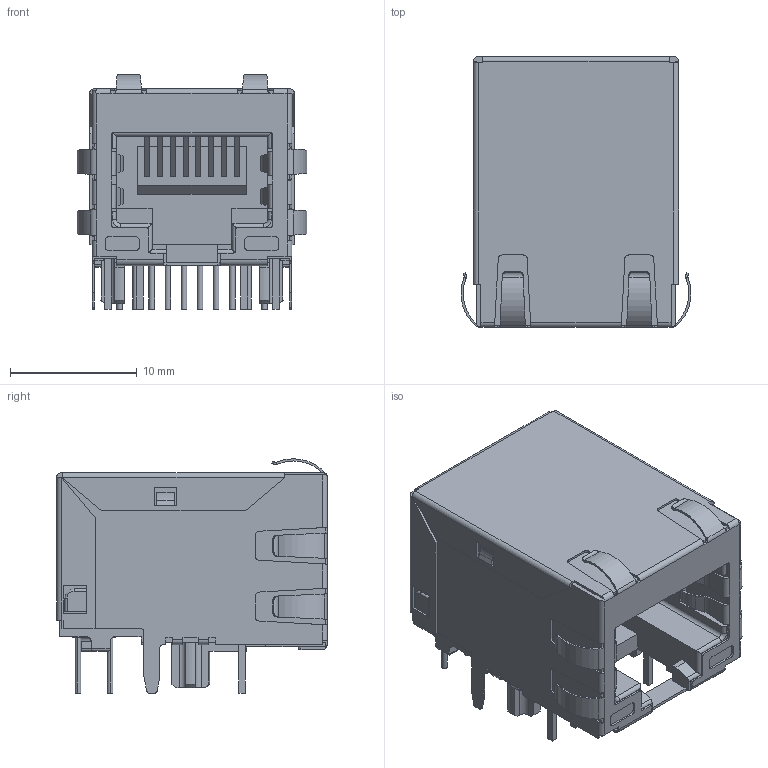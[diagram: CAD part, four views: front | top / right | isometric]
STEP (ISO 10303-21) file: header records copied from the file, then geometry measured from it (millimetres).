
FILE_DESCRIPTION(('FreeCAD Model'),'2;1');
FILE_NAME('_36263006_cp.step','2018-07-26T23:00:29',( 'kicad StepUp'),('ksu MCAD'),'Open CASCADE STEP processor 7.2', 'FreeCAD','Unknown');
FILE_SCHEMA(('AUTOMOTIVE_DESIGN { 1 0 10303 214 1 1 1 1 }'));
Length unit declared in the file: millimetre
Products named in the file (1): _36263006_cp
Bounding box: 18.15 x 21.37 x 18.5 mm (x, y, z)
Volume: 3469 mm3; surface area: 2692.7 mm2
Topology: 1 solids, 1 shells, 789 faces, 2218 edges, 1494 vertices
Faces by surface type: plane 486, cylinder 253, cone 24, bspline 18, sphere 4, torus 4
Entity records: 32362 total; most frequent: CARTESIAN_POINT 6669, ORIENTED_EDGE 4348, DIRECTION 3941, EDGE_CURVE 2174, LINE 1509, VECTOR 1509, VERTEX_POINT 1422, AXIS2_PLACEMENT_3D 1216
